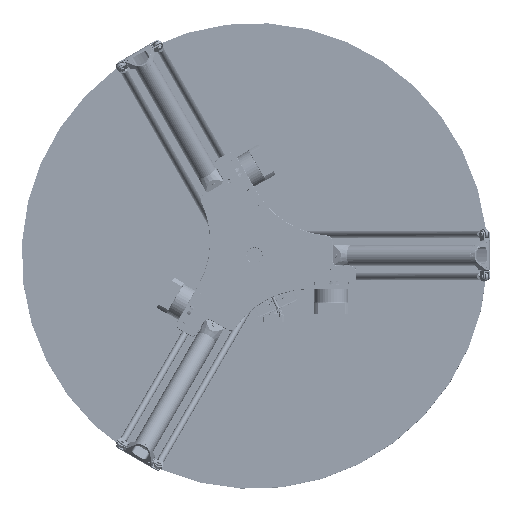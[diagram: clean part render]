
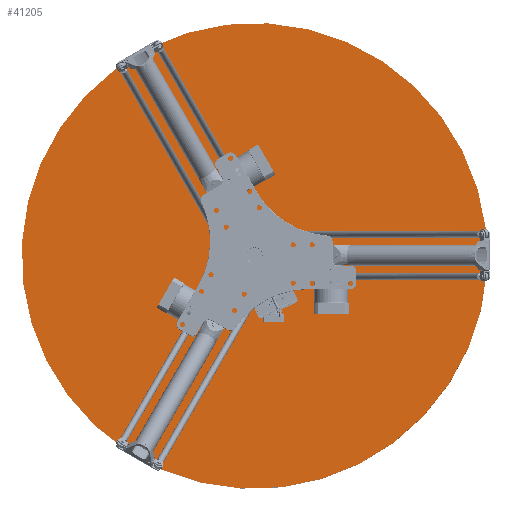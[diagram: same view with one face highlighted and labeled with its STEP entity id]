
A CAD part, top view. The second image highlights one B-rep face of the part: STEP entity #41205.
In plain terms, the highlighted planar face has unit normal (0, 0, 1).
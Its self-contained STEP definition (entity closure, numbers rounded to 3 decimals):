
#5060=CIRCLE('',#45935,1000.);
#8023=FACE_OUTER_BOUND('',#10955,.T.);
#10955=EDGE_LOOP('',(#35076));
#20106=VERTEX_POINT('',#75597);
#25232=EDGE_CURVE('',#20106,#20106,#5060,.T.);
#35076=ORIENTED_EDGE('',*,*,#25232,.F.);
#39142=PLANE('',#45934);
#41205=ADVANCED_FACE('',(#8023),#39142,.T.);
#45934=AXIS2_PLACEMENT_3D('',#75596,#56183,#56184);
#45935=AXIS2_PLACEMENT_3D('',#75598,#56185,#56186);
#56183=DIRECTION('center_axis',(0.,0.,1.));
#56184=DIRECTION('ref_axis',(1.,0.,0.));
#56185=DIRECTION('center_axis',(0.,0.,-1.));
#56186=DIRECTION('ref_axis',(0.,1.,0.));
#75596=CARTESIAN_POINT('Origin',(0.,500.,0.));
#75597=CARTESIAN_POINT('',(0.,-1000.,0.));
#75598=CARTESIAN_POINT('Origin',(0.,0.,0.));
